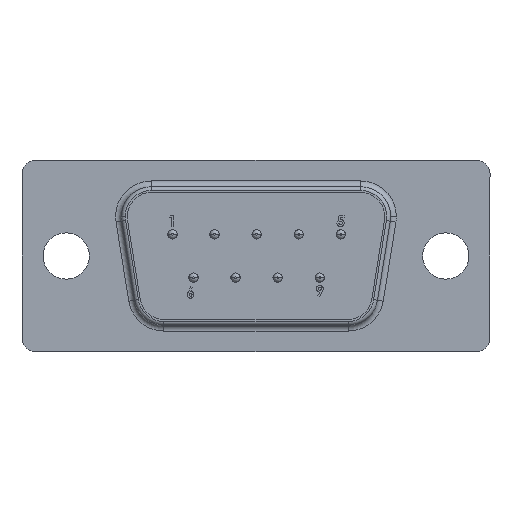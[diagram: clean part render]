
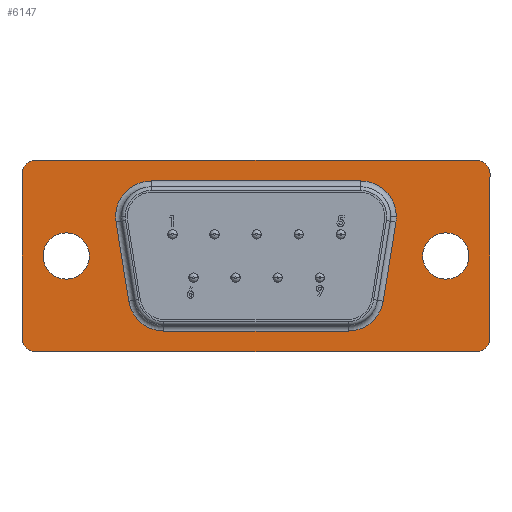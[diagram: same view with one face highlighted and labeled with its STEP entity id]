
A CAD part, front view. The second image highlights one B-rep face of the part: STEP entity #6147.
In plain terms, the highlighted face is planar.
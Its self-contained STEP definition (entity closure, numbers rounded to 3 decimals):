
#1647 = VERTEX_POINT('',#1648);
#1648 = CARTESIAN_POINT('',(22.309,11.24,0.));
#1657 = EDGE_CURVE('',#1647,#1658,#1660,.T.);
#1658 = VERTEX_POINT('',#1659);
#1659 = CARTESIAN_POINT('',(24.645,8.903,0.)
  );
#1660 = CIRCLE('',#1661,2.337);
#1661 = AXIS2_PLACEMENT_3D('',#1662,#1663,#1664);
#1662 = CARTESIAN_POINT('',(22.309,8.903,0.));
#1663 = DIRECTION('',(0.,0.,-1.));
#1664 = DIRECTION('',(1.,0.,0.));
#1811 = VERTEX_POINT('',#1812);
#1812 = CARTESIAN_POINT('',(29.426,6.299,0.));
#1818 = EDGE_CURVE('',#1819,#1811,#1821,.T.);
#1819 = VERTEX_POINT('',#1820);
#1820 = CARTESIAN_POINT('',(26.378,6.299,0.));
#1821 = CIRCLE('',#1822,1.524);
#1822 = AXIS2_PLACEMENT_3D('',#1823,#1824,#1825);
#1823 = CARTESIAN_POINT('',(27.902,6.299,0.));
#1824 = DIRECTION('',(0.,0.,1.));
#1825 = DIRECTION('',(1.,0.,0.));
#1853 = VERTEX_POINT('',#1854);
#1854 = CARTESIAN_POINT('',(4.432,6.299,0.));
#1860 = EDGE_CURVE('',#1861,#1853,#1863,.T.);
#1861 = VERTEX_POINT('',#1862);
#1862 = CARTESIAN_POINT('',(1.384,6.299,0.));
#1863 = CIRCLE('',#1864,1.524);
#1864 = AXIS2_PLACEMENT_3D('',#1865,#1866,#1867);
#1865 = CARTESIAN_POINT('',(2.908,6.299,0.));
#1866 = DIRECTION('',(0.,0.,1.));
#1867 = DIRECTION('',(1.,0.,0.));
#6147 = ADVANCED_FACE('',(#6148,#6217,#6227,#6237),#6307,.T.);
#6148 = FACE_BOUND('',#6149,.T.);
#6149 = EDGE_LOOP('',(#6150,#6151,#6160,#6168,#6177,#6185,#6194,#6202,
    #6211));
#6150 = ORIENTED_EDGE('',*,*,#1657,.T.);
#6151 = ORIENTED_EDGE('',*,*,#6152,.T.);
#6152 = EDGE_CURVE('',#1658,#6153,#6155,.T.);
#6153 = VERTEX_POINT('',#6154);
#6154 = CARTESIAN_POINT('',(24.616,8.531,0.));
#6155 = CIRCLE('',#6156,2.337);
#6156 = AXIS2_PLACEMENT_3D('',#6157,#6158,#6159);
#6157 = CARTESIAN_POINT('',(22.309,8.903,0.));
#6158 = DIRECTION('',(0.,0.,-1.));
#6159 = DIRECTION('',(1.,0.,0.));
#6160 = ORIENTED_EDGE('',*,*,#6161,.T.);
#6161 = EDGE_CURVE('',#6153,#6162,#6164,.T.);
#6162 = VERTEX_POINT('',#6163);
#6163 = CARTESIAN_POINT('',(23.777,3.324,0.));
#6164 = LINE('',#6165,#6166);
#6165 = CARTESIAN_POINT('',(22.655,-3.647,0.));
#6166 = VECTOR('',#6167,1.);
#6167 = DIRECTION('',(-0.159,-0.987,0.));
#6168 = ORIENTED_EDGE('',*,*,#6169,.T.);
#6169 = EDGE_CURVE('',#6162,#6170,#6172,.T.);
#6170 = VERTEX_POINT('',#6171);
#6171 = CARTESIAN_POINT('',(21.47,1.359,0.));
#6172 = CIRCLE('',#6173,2.337);
#6173 = AXIS2_PLACEMENT_3D('',#6174,#6175,#6176);
#6174 = CARTESIAN_POINT('',(21.47,3.696,0.));
#6175 = DIRECTION('',(0.,0.,-1.));
#6176 = DIRECTION('',(1.,0.,0.));
#6177 = ORIENTED_EDGE('',*,*,#6178,.T.);
#6178 = EDGE_CURVE('',#6170,#6179,#6181,.T.);
#6179 = VERTEX_POINT('',#6180);
#6180 = CARTESIAN_POINT('',(9.34,1.359,0.));
#6181 = LINE('',#6182,#6183);
#6182 = CARTESIAN_POINT('',(0.,1.359,0.));
#6183 = VECTOR('',#6184,1.);
#6184 = DIRECTION('',(-1.,0.,0.));
#6185 = ORIENTED_EDGE('',*,*,#6186,.T.);
#6186 = EDGE_CURVE('',#6179,#6187,#6189,.T.);
#6187 = VERTEX_POINT('',#6188);
#6188 = CARTESIAN_POINT('',(7.033,3.324,0.));
#6189 = CIRCLE('',#6190,2.337);
#6190 = AXIS2_PLACEMENT_3D('',#6191,#6192,#6193);
#6191 = CARTESIAN_POINT('',(9.34,3.696,0.));
#6192 = DIRECTION('',(0.,0.,-1.));
#6193 = DIRECTION('',(1.,0.,0.));
#6194 = ORIENTED_EDGE('',*,*,#6195,.T.);
#6195 = EDGE_CURVE('',#6187,#6196,#6198,.T.);
#6196 = VERTEX_POINT('',#6197);
#6197 = CARTESIAN_POINT('',(6.195,8.531,0.));
#6198 = LINE('',#6199,#6200);
#6199 = CARTESIAN_POINT('',(7.377,1.187,0.));
#6200 = VECTOR('',#6201,1.);
#6201 = DIRECTION('',(-0.159,0.987,0.));
#6202 = ORIENTED_EDGE('',*,*,#6203,.T.);
#6203 = EDGE_CURVE('',#6196,#6204,#6206,.T.);
#6204 = VERTEX_POINT('',#6205);
#6205 = CARTESIAN_POINT('',(8.502,11.24,0.));
#6206 = CIRCLE('',#6207,2.337);
#6207 = AXIS2_PLACEMENT_3D('',#6208,#6209,#6210);
#6208 = CARTESIAN_POINT('',(8.502,8.903,0.));
#6209 = DIRECTION('',(0.,0.,-1.));
#6210 = DIRECTION('',(1.,0.,0.));
#6211 = ORIENTED_EDGE('',*,*,#6212,.T.);
#6212 = EDGE_CURVE('',#6204,#1647,#6213,.T.);
#6213 = LINE('',#6214,#6215);
#6214 = CARTESIAN_POINT('',(0.,11.24,0.));
#6215 = VECTOR('',#6216,1.);
#6216 = DIRECTION('',(1.,0.,0.));
#6217 = FACE_BOUND('',#6218,.T.);
#6218 = EDGE_LOOP('',(#6219,#6226));
#6219 = ORIENTED_EDGE('',*,*,#6220,.F.);
#6220 = EDGE_CURVE('',#1811,#1819,#6221,.T.);
#6221 = CIRCLE('',#6222,1.524);
#6222 = AXIS2_PLACEMENT_3D('',#6223,#6224,#6225);
#6223 = CARTESIAN_POINT('',(27.902,6.299,0.));
#6224 = DIRECTION('',(0.,0.,1.));
#6225 = DIRECTION('',(1.,0.,0.));
#6226 = ORIENTED_EDGE('',*,*,#1818,.F.);
#6227 = FACE_BOUND('',#6228,.T.);
#6228 = EDGE_LOOP('',(#6229,#6236));
#6229 = ORIENTED_EDGE('',*,*,#6230,.F.);
#6230 = EDGE_CURVE('',#1853,#1861,#6231,.T.);
#6231 = CIRCLE('',#6232,1.524);
#6232 = AXIS2_PLACEMENT_3D('',#6233,#6234,#6235);
#6233 = CARTESIAN_POINT('',(2.908,6.299,0.));
#6234 = DIRECTION('',(0.,0.,1.));
#6235 = DIRECTION('',(1.,0.,0.));
#6236 = ORIENTED_EDGE('',*,*,#1860,.F.);
#6237 = FACE_BOUND('',#6238,.T.);
#6238 = EDGE_LOOP('',(#6239,#6249,#6258,#6266,#6275,#6283,#6292,#6300));
#6239 = ORIENTED_EDGE('',*,*,#6240,.T.);
#6240 = EDGE_CURVE('',#6241,#6243,#6245,.T.);
#6241 = VERTEX_POINT('',#6242);
#6242 = CARTESIAN_POINT('',(29.921,12.598,0.));
#6243 = VERTEX_POINT('',#6244);
#6244 = CARTESIAN_POINT('',(0.889,12.598,0.));
#6245 = LINE('',#6246,#6247);
#6246 = CARTESIAN_POINT('',(0.,12.598,0.));
#6247 = VECTOR('',#6248,1.);
#6248 = DIRECTION('',(-1.,0.,0.));
#6249 = ORIENTED_EDGE('',*,*,#6250,.T.);
#6250 = EDGE_CURVE('',#6243,#6251,#6253,.T.);
#6251 = VERTEX_POINT('',#6252);
#6252 = CARTESIAN_POINT('',(0.,11.709,0.));
#6253 = CIRCLE('',#6254,0.889);
#6254 = AXIS2_PLACEMENT_3D('',#6255,#6256,#6257);
#6255 = CARTESIAN_POINT('',(0.889,11.709,0.));
#6256 = DIRECTION('',(0.,0.,1.));
#6257 = DIRECTION('',(1.,0.,0.));
#6258 = ORIENTED_EDGE('',*,*,#6259,.T.);
#6259 = EDGE_CURVE('',#6251,#6260,#6262,.T.);
#6260 = VERTEX_POINT('',#6261);
#6261 = CARTESIAN_POINT('',(0.,0.889,0.));
#6262 = LINE('',#6263,#6264);
#6263 = CARTESIAN_POINT('',(0.,12.598,0.));
#6264 = VECTOR('',#6265,1.);
#6265 = DIRECTION('',(0.,-1.,0.));
#6266 = ORIENTED_EDGE('',*,*,#6267,.T.);
#6267 = EDGE_CURVE('',#6260,#6268,#6270,.T.);
#6268 = VERTEX_POINT('',#6269);
#6269 = CARTESIAN_POINT('',(0.889,0.,0.));
#6270 = CIRCLE('',#6271,0.889);
#6271 = AXIS2_PLACEMENT_3D('',#6272,#6273,#6274);
#6272 = CARTESIAN_POINT('',(0.889,0.889,0.));
#6273 = DIRECTION('',(0.,0.,1.));
#6274 = DIRECTION('',(1.,0.,0.));
#6275 = ORIENTED_EDGE('',*,*,#6276,.T.);
#6276 = EDGE_CURVE('',#6268,#6277,#6279,.T.);
#6277 = VERTEX_POINT('',#6278);
#6278 = CARTESIAN_POINT('',(29.921,0.,0.));
#6279 = LINE('',#6280,#6281);
#6280 = CARTESIAN_POINT('',(0.,0.,0.));
#6281 = VECTOR('',#6282,1.);
#6282 = DIRECTION('',(1.,0.,0.));
#6283 = ORIENTED_EDGE('',*,*,#6284,.T.);
#6284 = EDGE_CURVE('',#6277,#6285,#6287,.T.);
#6285 = VERTEX_POINT('',#6286);
#6286 = CARTESIAN_POINT('',(30.81,0.889,0.));
#6287 = CIRCLE('',#6288,0.889);
#6288 = AXIS2_PLACEMENT_3D('',#6289,#6290,#6291);
#6289 = CARTESIAN_POINT('',(29.921,0.889,0.));
#6290 = DIRECTION('',(0.,0.,1.));
#6291 = DIRECTION('',(1.,0.,0.));
#6292 = ORIENTED_EDGE('',*,*,#6293,.T.);
#6293 = EDGE_CURVE('',#6285,#6294,#6296,.T.);
#6294 = VERTEX_POINT('',#6295);
#6295 = CARTESIAN_POINT('',(30.81,11.709,0.));
#6296 = LINE('',#6297,#6298);
#6297 = CARTESIAN_POINT('',(30.81,12.598,0.));
#6298 = VECTOR('',#6299,1.);
#6299 = DIRECTION('',(0.,1.,0.));
#6300 = ORIENTED_EDGE('',*,*,#6301,.T.);
#6301 = EDGE_CURVE('',#6294,#6241,#6302,.T.);
#6302 = CIRCLE('',#6303,0.889);
#6303 = AXIS2_PLACEMENT_3D('',#6304,#6305,#6306);
#6304 = CARTESIAN_POINT('',(29.921,11.709,0.));
#6305 = DIRECTION('',(0.,0.,1.));
#6306 = DIRECTION('',(1.,0.,0.));
#6307 = PLANE('',#6308);
#6308 = AXIS2_PLACEMENT_3D('',#6309,#6310,#6311);
#6309 = CARTESIAN_POINT('',(0.,0.,0.));
#6310 = DIRECTION('',(0.,0.,1.));
#6311 = DIRECTION('',(1.,0.,0.));
